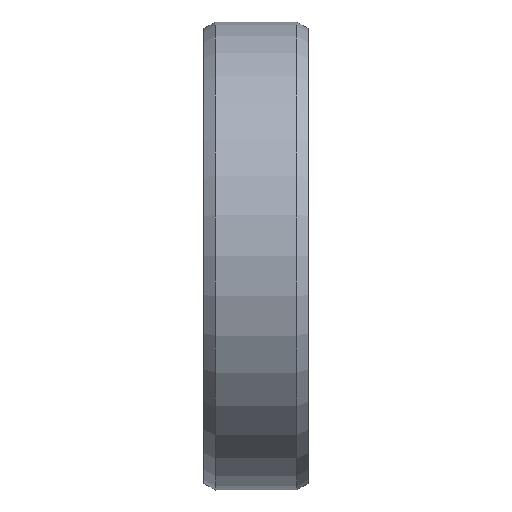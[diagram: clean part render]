
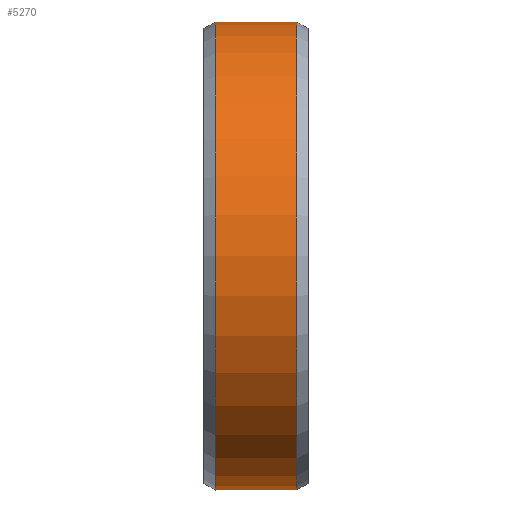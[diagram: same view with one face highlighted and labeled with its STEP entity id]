
A CAD part, top view. The second image highlights one B-rep face of the part: STEP entity #5270.
In plain terms, the highlighted cylindrical face has radius 42.5 mm (diameter 85 mm), a partial arc.
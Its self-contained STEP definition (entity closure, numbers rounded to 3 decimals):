
#4925=CARTESIAN_POINT('',(-7.4,0.,0.));
#4926=DIRECTION('',(1.,0.,0.));
#4927=DIRECTION('',(0.,1.,0.));
#4928=AXIS2_PLACEMENT_3D('',#4925,#4926,#4927);
#4930=CARTESIAN_POINT('',(-7.4,0.,0.));
#4931=DIRECTION('',(1.,0.,0.));
#4932=DIRECTION('',(0.,0.,1.));
#4933=AXIS2_PLACEMENT_3D('',#4930,#4931,#4932);
#4939=DIRECTION('',(-1.,0.,0.));
#4940=VECTOR('',#4939,14.8);
#4941=CARTESIAN_POINT('',(7.4,-42.5,0.));
#4942=LINE('',#4941,#4940);
#4943=CARTESIAN_POINT('',(7.4,0.,0.));
#4944=DIRECTION('',(-1.,0.,0.));
#4945=DIRECTION('',(0.,-1.,0.));
#4946=AXIS2_PLACEMENT_3D('',#4943,#4944,#4945);
#4948=CARTESIAN_POINT('',(7.4,0.,0.));
#4949=DIRECTION('',(-1.,0.,0.));
#4950=DIRECTION('',(0.,0.,1.));
#4951=AXIS2_PLACEMENT_3D('',#4948,#4949,#4950);
#5001=DIRECTION('',(-1.,0.,0.));
#5002=VECTOR('',#5001,14.8);
#5003=CARTESIAN_POINT('',(7.4,42.5,0.));
#5004=LINE('',#5003,#5002);
#5181=CARTESIAN_POINT('',(7.4,42.5,0.));
#5182=VERTEX_POINT('',#5181);
#5184=CARTESIAN_POINT('',(7.4,-42.5,0.));
#5186=VERTEX_POINT('',#5184);
#5187=CARTESIAN_POINT('',(7.4,0.,42.5));
#5188=VERTEX_POINT('',#5187);
#5189=CARTESIAN_POINT('',(-7.4,-42.5,0.));
#5190=VERTEX_POINT('',#5189);
#5191=CARTESIAN_POINT('',(-7.4,0.,42.5));
#5192=VERTEX_POINT('',#5191);
#5193=CARTESIAN_POINT('',(-7.4,42.5,0.));
#5194=VERTEX_POINT('',#5193);
#5253=CARTESIAN_POINT('',(-9.5,0.,0.));
#5254=DIRECTION('',(1.,0.,0.));
#5255=DIRECTION('',(0.,-1.,0.));
#5256=AXIS2_PLACEMENT_3D('',#5253,#5254,#5255);
#5257=CYLINDRICAL_SURFACE('',#5256,42.5);
#5259=ORIENTED_EDGE('',*,*,#5258,.F.);
#5261=ORIENTED_EDGE('',*,*,#5260,.F.);
#5263=ORIENTED_EDGE('',*,*,#5262,.T.);
#5264=ORIENTED_EDGE('',*,*,#5247,.F.);
#5265=ORIENTED_EDGE('',*,*,#5245,.F.);
#5267=ORIENTED_EDGE('',*,*,#5266,.F.);
#5268=EDGE_LOOP('',(#5259,#5261,#5263,#5264,#5265,#5267));
#5269=FACE_OUTER_BOUND('',#5268,.F.);
#4929=CIRCLE('',#4928,42.5);
#4934=CIRCLE('',#4933,42.5);
#4947=CIRCLE('',#4946,42.5);
#4952=CIRCLE('',#4951,42.5);
#5245=EDGE_CURVE('',#5194,#5192,#4929,.T.);
#5247=EDGE_CURVE('',#5192,#5190,#4934,.T.);
#5258=EDGE_CURVE('',#5188,#5182,#4952,.T.);
#5260=EDGE_CURVE('',#5186,#5188,#4947,.T.);
#5262=EDGE_CURVE('',#5186,#5190,#4942,.T.);
#5266=EDGE_CURVE('',#5182,#5194,#5004,.T.);
#5270=ADVANCED_FACE('',(#5269),#5257,.T.);
